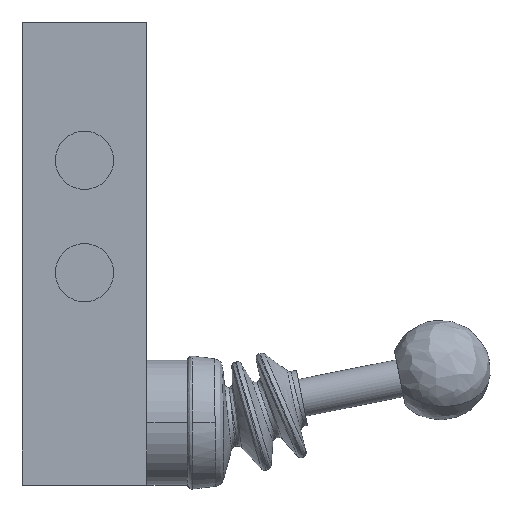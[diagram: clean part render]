
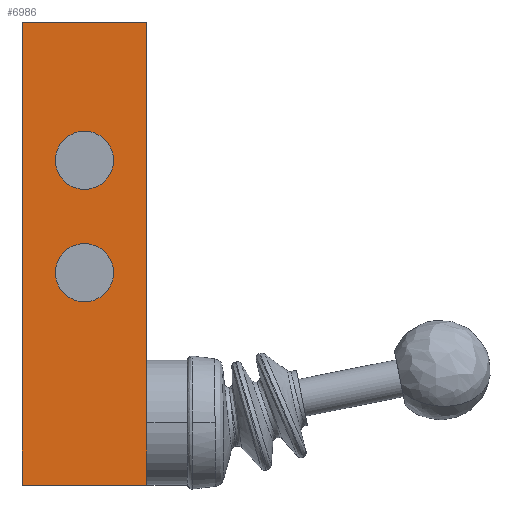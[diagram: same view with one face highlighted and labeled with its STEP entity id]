
A CAD part, front view. The second image highlights one B-rep face of the part: STEP entity #6986.
In plain terms, the highlighted planar face has unit normal (0, -1, 0).
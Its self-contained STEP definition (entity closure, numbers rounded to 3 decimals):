
#186 = VERTEX_POINT ( 'NONE', #2819 ) ;
#202 = EDGE_CURVE ( 'NONE', #5235, #330, #3094, .T. ) ;
#233 = EDGE_CURVE ( 'NONE', #10118, #186, #3246, .T. ) ;
#277 = ORIENTED_EDGE ( 'NONE', *, *, #233, .T. ) ;
#327 = ORIENTED_EDGE ( 'NONE', *, *, #10292, .T. ) ;
#330 = VERTEX_POINT ( 'NONE', #3665 ) ;
#641 = VERTEX_POINT ( 'NONE', #6360 ) ;
#748 = EDGE_CURVE ( 'NONE', #10273, #641, #7627, .T. ) ;
#1198 = LINE ( 'NONE', #1199, #1200 ) ;
#1199 = CARTESIAN_POINT ( 'NONE',  ( 20., -35., 0. ) ) ;
#1200 = VECTOR ( 'NONE', #1201, 1000. ) ;
#1201 = DIRECTION ( 'NONE',  ( 1., 0., 0. ) ) ;
#1497 = EDGE_CURVE ( 'NONE', #8631, #641, #8718, .T. ) ;
#1952 = ORIENTED_EDGE ( 'NONE', *, *, #3517, .T. ) ;
#2104 = EDGE_CURVE ( 'NONE', #2740, #10273, #9161, .T. ) ;
#2453 = ORIENTED_EDGE ( 'NONE', *, *, #2104, .T. ) ;
#2740 = VERTEX_POINT ( 'NONE', #9676 ) ;
#2819 = CARTESIAN_POINT ( 'NONE',  ( 0., -35., 77.316 ) ) ;
#2929 = ORIENTED_EDGE ( 'NONE', *, *, #748, .T. ) ;
#3094 = CIRCLE ( 'NONE', #3095, 9.316 ) ;
#3095 = AXIS2_PLACEMENT_3D ( 'NONE', #3096, #3097, #3098 ) ;
#3096 = CARTESIAN_POINT ( 'NONE',  ( 0., -35., 104. ) ) ;
#3097 = DIRECTION ( 'NONE',  ( 0., 1., 0. ) ) ;
#3098 = DIRECTION ( 'NONE',  ( 0., 0., -1. ) ) ;
#3175 = EDGE_LOOP ( 'NONE', ( #3627, #4108 ) ) ;
#3246 = CIRCLE ( 'NONE', #3247, 9.316 ) ;
#3247 = AXIS2_PLACEMENT_3D ( 'NONE', #3248, #3249, #3250 ) ;
#3248 = CARTESIAN_POINT ( 'NONE',  ( 0., -35., 68. ) ) ;
#3249 = DIRECTION ( 'NONE',  ( 0., 1., 0. ) ) ;
#3250 = DIRECTION ( 'NONE',  ( 0., 0., -1. ) ) ;
#3282 = CARTESIAN_POINT ( 'NONE',  ( 0., -35., 94.685 ) ) ;
#3517 = EDGE_CURVE ( 'NONE', #8631, #2740, #1198, .T. ) ;
#3627 = ORIENTED_EDGE ( 'NONE', *, *, #202, .T. ) ;
#3665 = CARTESIAN_POINT ( 'NONE',  ( 0., -35., 113.316 ) ) ;
#4108 = ORIENTED_EDGE ( 'NONE', *, *, #6401, .T. ) ;
#4123 = CIRCLE ( 'NONE', #4124, 9.316 ) ;
#4124 = AXIS2_PLACEMENT_3D ( 'NONE', #4125, #4130, #4131 ) ;
#4125 = CARTESIAN_POINT ( 'NONE',  ( 0., -35., 104. ) ) ;
#4130 = DIRECTION ( 'NONE',  ( 0., 1., 0. ) ) ;
#4131 = DIRECTION ( 'NONE',  ( 0., 0., -1. ) ) ;
#4353 = EDGE_LOOP ( 'NONE', ( #277, #327 ) ) ;
#5189 = FACE_OUTER_BOUND ( 'NONE', #7296, .T. ) ;
#5190 = FACE_BOUND ( 'NONE', #3175, .T. ) ;
#5191 = FACE_BOUND ( 'NONE', #4353, .T. ) ;
#5192 = PLANE ( 'NONE',  #5193 ) ;
#5193 = AXIS2_PLACEMENT_3D ( 'NONE', #5194, #5195, #5196 ) ;
#5194 = CARTESIAN_POINT ( 'NONE',  ( 20., -35., 0. ) ) ;
#5195 = DIRECTION ( 'NONE',  ( 0., -1., 0. ) ) ;
#5196 = DIRECTION ( 'NONE',  ( 0., 0., -1. ) ) ;
#5235 = VERTEX_POINT ( 'NONE', #3282 ) ;
#6360 = CARTESIAN_POINT ( 'NONE',  ( -20., -35., 148. ) ) ;
#6401 = EDGE_CURVE ( 'NONE', #330, #5235, #4123, .T. ) ;
#6986 = ADVANCED_FACE ( 'NONE', ( #5189, #5190, #5191 ), #5192, .T. ) ;
#7012 = CARTESIAN_POINT ( 'NONE',  ( -20., -35., 0. ) ) ;
#7296 = EDGE_LOOP ( 'NONE', ( #7741, #1952, #2453, #2929 ) ) ;
#7627 = LINE ( 'NONE', #7628, #7629 ) ;
#7628 = CARTESIAN_POINT ( 'NONE',  ( 20., -35., 148. ) ) ;
#7629 = VECTOR ( 'NONE', #7633, 1000. ) ;
#7633 = DIRECTION ( 'NONE',  ( -1., 0., 0. ) ) ;
#7741 = ORIENTED_EDGE ( 'NONE', *, *, #1497, .F. ) ;
#8631 = VERTEX_POINT ( 'NONE', #7012 ) ;
#8698 = CARTESIAN_POINT ( 'NONE',  ( 0., -35., 58.685 ) ) ;
#8718 = LINE ( 'NONE', #8719, #8720 ) ;
#8719 = CARTESIAN_POINT ( 'NONE',  ( -20., -35., 0. ) ) ;
#8720 = VECTOR ( 'NONE', #8725, 1000. ) ;
#8725 = DIRECTION ( 'NONE',  ( 0., 0., 1. ) ) ;
#9161 = LINE ( 'NONE', #9162, #9163 ) ;
#9162 = CARTESIAN_POINT ( 'NONE',  ( 20., -35., 0. ) ) ;
#9163 = VECTOR ( 'NONE', #9164, 1000. ) ;
#9164 = DIRECTION ( 'NONE',  ( 0., 0., 1. ) ) ;
#9628 = CARTESIAN_POINT ( 'NONE',  ( 20., -35., 148. ) ) ;
#9676 = CARTESIAN_POINT ( 'NONE',  ( 20., -35., 0. ) ) ;
#9738 = CIRCLE ( 'NONE', #9739, 9.316 ) ;
#9739 = AXIS2_PLACEMENT_3D ( 'NONE', #9740, #9741, #9742 ) ;
#9740 = CARTESIAN_POINT ( 'NONE',  ( 0., -35., 68. ) ) ;
#9741 = DIRECTION ( 'NONE',  ( 0., 1., 0. ) ) ;
#9742 = DIRECTION ( 'NONE',  ( 0., 0., -1. ) ) ;
#10118 = VERTEX_POINT ( 'NONE', #8698 ) ;
#10273 = VERTEX_POINT ( 'NONE', #9628 ) ;
#10292 = EDGE_CURVE ( 'NONE', #186, #10118, #9738, .T. ) ;
